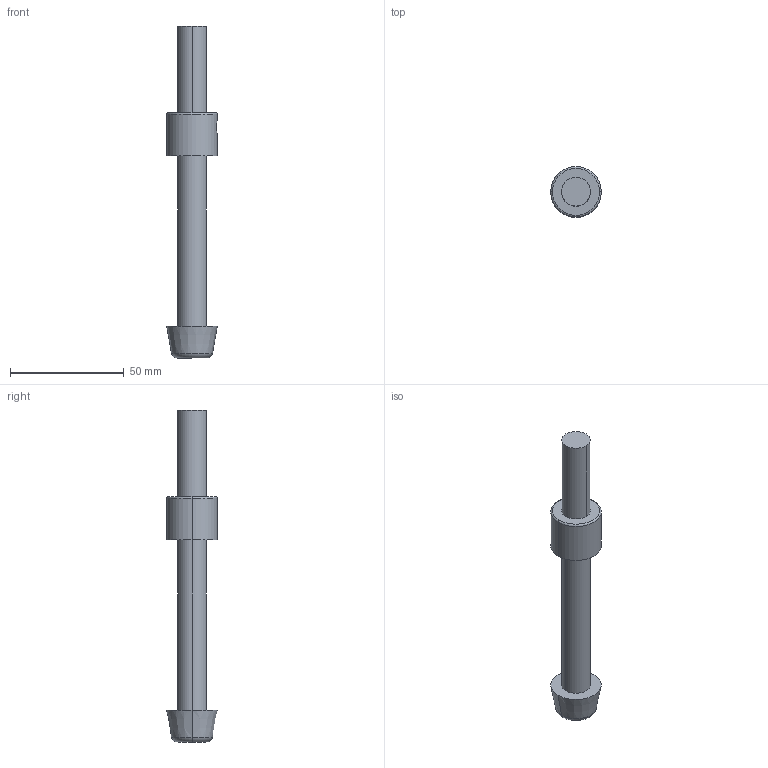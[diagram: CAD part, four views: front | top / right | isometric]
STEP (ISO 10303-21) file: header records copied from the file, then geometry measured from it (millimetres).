
FILE_DESCRIPTION(('produced by SPATIAL CORP'),'2;1');
FILE_NAME( 'ashaft.prt.hh.sat.stp','2002-04-19T13:18:07+00:00',('SPATIAL CORP'),('SPATIAL CORP' ),'ACIS STEP Husk','http://www.spatial.com','SPATIAL CORP');
FILE_SCHEMA(('CONFIG_CONTROL_DESIGN'));
Length unit declared in the file: millimetre
Products named in the file (1): PRODUCT_ID_1
Bounding box: 22.21 x 22.21 x 146.05 mm (x, y, z)
Volume: 25796.2 mm3; surface area: 7887.7 mm2
Topology: 1 solids, 1 shells, 20 faces, 41 edges, 26 vertices
Faces by surface type: cylinder 8, plane 6, torus 4, cone 2
Entity records: 648 total; most frequent: CARTESIAN_POINT 123, DIRECTION 103, ORIENTED_EDGE 82, AXIS2_PLACEMENT_3D 46, EDGE_CURVE 41, VERTEX_POINT 26, CIRCLE 26, EDGE_LOOP 23
